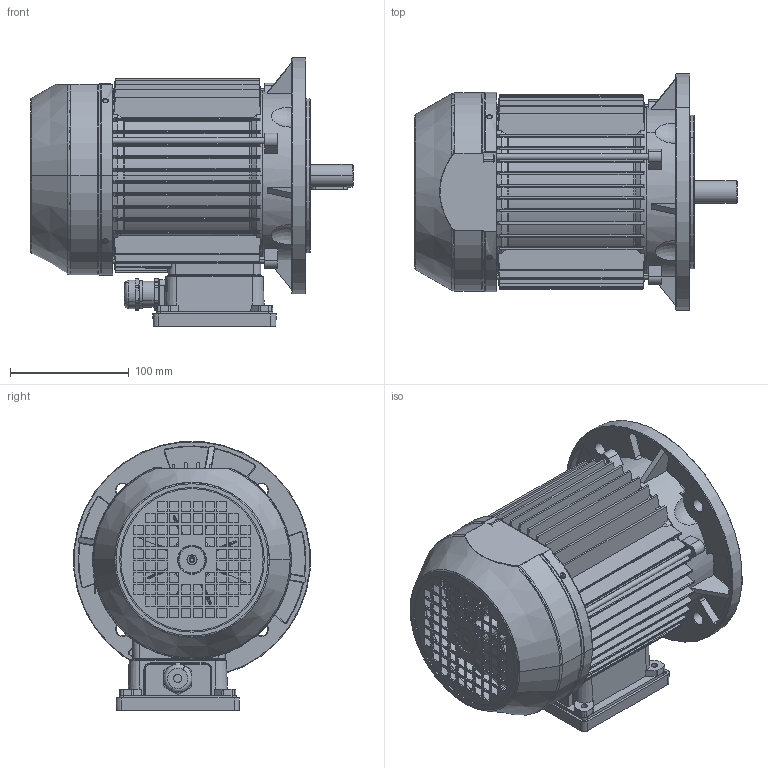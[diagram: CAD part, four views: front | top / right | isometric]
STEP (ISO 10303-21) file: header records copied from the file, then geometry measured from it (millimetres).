
FILE_DESCRIPTION (( 'STEP AP214' ), '1' );
FILE_NAME ('FCA80-B5-IC411-2-4-6-8 POLES.STEP', '2024-10-09T08:46:25', ( '' ), ( '' ), 'SwSTEP 2.0', 'SolidWorks 2024', '' );
FILE_SCHEMA (( 'AUTOMOTIVE_DESIGN' ));
Length unit declared in the file: millimetre
Products named in the file (14): Albero C-FC80_Pacco H = 70; Carcassa 80-B5; FCA80-B5-IC411-2-4-6-8 POLES; Copriventola tipo 80; Coperchio scatola morsetti 71-80; Tirante M5 L.147; PRESSACAVO M20; Guarnizione scatola-coperchio 71- 80; Guarnizione scatola-motore71- 80; Scatola morsetti 71- 80_STANDARD DEFINITIVO-1 FORO CENTRALE; 6x6x30; Scudo C80 posteriore; Targhetta motore_LAMIERA ALLUMINIO; Flangia FC80
Assembly tree (16 placements, depth 2):
  FCA80-B5-IC411-2-4-6-8 POLES
    Albero C-FC80_Pacco H = 70
    Scudo C80 posteriore
    Tirante M5 L.147  x4
    Copriventola tipo 80
    6x6x30
    Flangia FC80
    Carcassa 80-B5
    Targhetta motore_LAMIERA ALLUMINIO
    Guarnizione scatola-motore71- 80
    Scatola morsetti 71- 80_STANDARD DEFINITIVO-1 FORO CENTRALE
    PRESSACAVO M20
    Guarnizione scatola-coperchio 71- 80
    Coperchio scatola morsetti 71-80
Bounding box: 272 x 199.24 x 226.62 mm (x, y, z)
Volume: 1085830.8 mm3; surface area: 646416.4 mm2
Topology: 16 solids, 17 shells, 3720 faces, 9742 edges, 6051 vertices
Faces by surface type: plane 1236, cylinder 950, bspline 606, cone 458, torus 430, sphere 40
Entity records: 134317 total; most frequent: CARTESIAN_POINT 48897, ORIENTED_EDGE 19166, DIRECTION 16066, EDGE_CURVE 9583, AXIS2_PLACEMENT_3D 6113, VERTEX_POINT 5985, EDGE_LOOP 4010, LINE 3840
